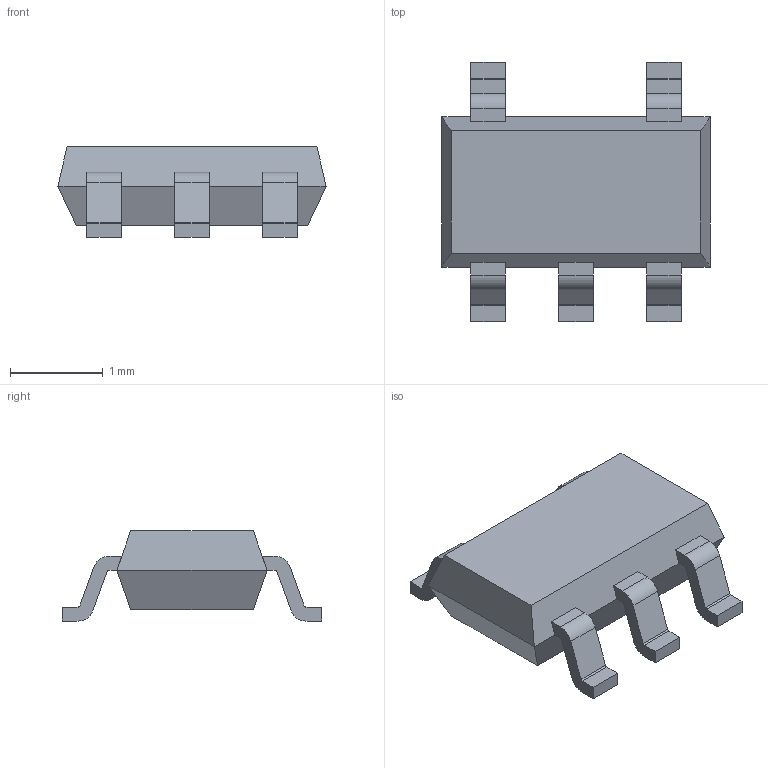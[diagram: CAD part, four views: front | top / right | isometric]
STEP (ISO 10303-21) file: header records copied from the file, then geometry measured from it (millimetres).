
FILE_DESCRIPTION(('FreeCAD Model'),'2;1');
FILE_NAME('User Library-tsot-23-5.step', '2017-08-07T14:31:29',('kicad StepUp'),('ksu MCAD'), 'Open CASCADE STEP processor 6.8','FreeCAD','Unknown');
FILE_SCHEMA(('AUTOMOTIVE_DESIGN_CC2 { 1 2 10303 214 -1 1 5 4 }'));
Length unit declared in the file: millimetre
Products named in the file (2): ASSEMBLY; User_Library-tsot-23-5
Assembly tree (1 placements, depth 2):
  ASSEMBLY
    User_Library-tsot-23-5
Bounding box: 2.9 x 2.8 x 0.97 mm (x, y, z)
Volume: 3.7 mm3; surface area: 19.6 mm2
Topology: 1 solids, 1 shells, 75 faces, 205 edges, 132 vertices
Faces by surface type: plane 55, cylinder 20
Entity records: 2903 total; most frequent: CARTESIAN_POINT 414, ORIENTED_EDGE 410, DIRECTION 399, EDGE_CURVE 205, LINE 165, VECTOR 165, VERTEX_POINT 132, AXIS2_PLACEMENT_3D 117
